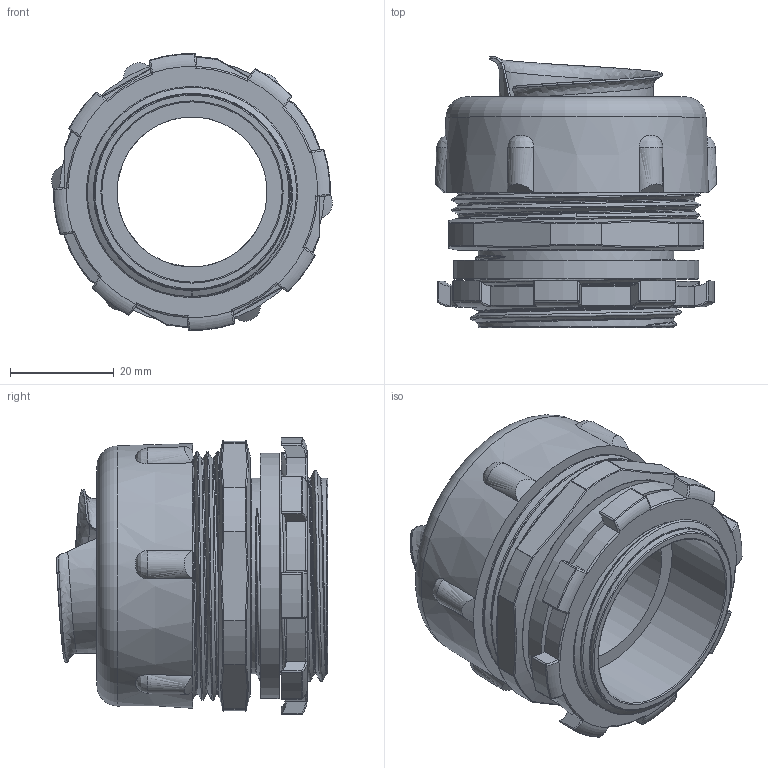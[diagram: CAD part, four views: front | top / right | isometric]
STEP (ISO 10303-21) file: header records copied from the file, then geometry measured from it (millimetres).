
FILE_DESCRIPTION(/* description */ (''),/* implementation_level */ '2;1');
FILE_NAME(/* name */ '',/* time_stamp */ '2025-06-20T16:42:50+07:00',/* author */ ('zeta-82'),/* organization */ (''),/* preprocessor_version */ 'ST-DEVELOPER v19.2',/* originating_system */ 'Autodesk Inventor 2024',/* authorisation */ '');
FILE_SCHEMA (('AUTOMOTIVE_DESIGN { 1 0 10303 214 3 1 1 }'));
Length unit declared in the file: millimetre
Products named in the file (1): ЗЭТА.105.310.000-09 РКН-
32
Bounding box: 54.23 x 52.41 x 53.49 mm (x, y, z)
Volume: 39805.2 mm3; surface area: 24369.8 mm2
Topology: 2 solids, 2 shells, 333 faces, 761 edges, 436 vertices
Faces by surface type: bspline 108, cylinder 87, torus 53, sphere 40, plane 36, cone 9
Full cylindrical faces by diameter (mm): 29 x1, 29.8 x1, 34.8 x1, 36.5 x1, 37.8 x5, 38.952 x1, 40 x1, 42 x1, 47.5 x1, 48 x1
Entity records: 18689 total; most frequent: CARTESIAN_POINT 11538, ORIENTED_EDGE 1520, DIRECTION 1231, EDGE_CURVE 760, AXIS2_PLACEMENT_3D 551, VERTEX_POINT 436, EDGE_LOOP 344, FACE_OUTER_BOUND 333
